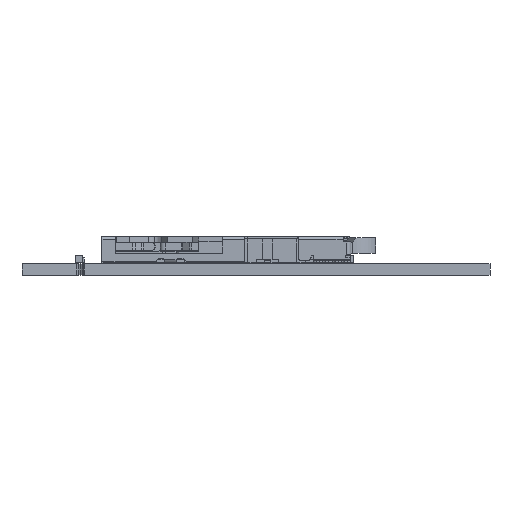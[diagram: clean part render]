
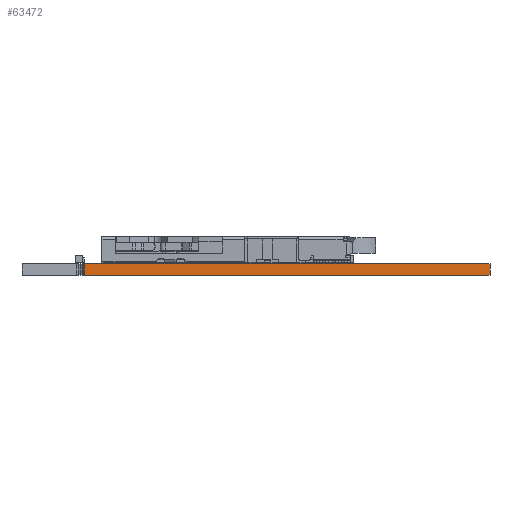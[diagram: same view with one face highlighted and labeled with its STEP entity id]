
A CAD part, front view. The second image highlights one B-rep face of the part: STEP entity #63472.
In plain terms, the highlighted planar face has unit normal (0, -1, 0).
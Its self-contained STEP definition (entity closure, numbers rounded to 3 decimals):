
#63472 = ADVANCED_FACE('',(#63473),#63487,.T.);
#63473 = FACE_BOUND('',#63474,.T.);
#63474 = EDGE_LOOP('',(#63475,#63510,#63538,#63566));
#63475 = ORIENTED_EDGE('',*,*,#63476,.T.);
#63476 = EDGE_CURVE('',#63477,#63479,#63481,.T.);
#63477 = VERTEX_POINT('',#63478);
#63478 = CARTESIAN_POINT('',(30.,-1.075,0.));
#63479 = VERTEX_POINT('',#63480);
#63480 = CARTESIAN_POINT('',(30.,-1.075,0.76));
#63481 = SURFACE_CURVE('',#63482,(#63486,#63498),.PCURVE_S1.);
#63482 = LINE('',#63483,#63484);
#63483 = CARTESIAN_POINT('',(30.,-1.075,0.));
#63484 = VECTOR('',#63485,1.);
#63485 = DIRECTION('',(0.,0.,1.));
#63486 = PCURVE('',#63487,#63492);
#63487 = PLANE('',#63488);
#63488 = AXIS2_PLACEMENT_3D('',#63489,#63490,#63491);
#63489 = CARTESIAN_POINT('',(30.,-1.075,0.));
#63490 = DIRECTION('',(0.,-1.,0.));
#63491 = DIRECTION('',(-1.,0.,0.));
#63492 = DEFINITIONAL_REPRESENTATION('',(#63493),#63497);
#63493 = LINE('',#63494,#63495);
#63494 = CARTESIAN_POINT('',(0.,-0.));
#63495 = VECTOR('',#63496,1.);
#63496 = DIRECTION('',(0.,-1.));
#63497 = ( GEOMETRIC_REPRESENTATION_CONTEXT(2) 
PARAMETRIC_REPRESENTATION_CONTEXT() REPRESENTATION_CONTEXT('2D SPACE',''
  ) );
#63498 = PCURVE('',#63499,#63504);
#63499 = PLANE('',#63500);
#63500 = AXIS2_PLACEMENT_3D('',#63501,#63502,#63503);
#63501 = CARTESIAN_POINT('',(30.,20.925,0.));
#63502 = DIRECTION('',(1.,0.,-0.));
#63503 = DIRECTION('',(0.,-1.,0.));
#63504 = DEFINITIONAL_REPRESENTATION('',(#63505),#63509);
#63505 = LINE('',#63506,#63507);
#63506 = CARTESIAN_POINT('',(22.,0.));
#63507 = VECTOR('',#63508,1.);
#63508 = DIRECTION('',(0.,-1.));
#63509 = ( GEOMETRIC_REPRESENTATION_CONTEXT(2) 
PARAMETRIC_REPRESENTATION_CONTEXT() REPRESENTATION_CONTEXT('2D SPACE',''
  ) );
#63510 = ORIENTED_EDGE('',*,*,#63511,.T.);
#63511 = EDGE_CURVE('',#63479,#63512,#63514,.T.);
#63512 = VERTEX_POINT('',#63513);
#63513 = CARTESIAN_POINT('',(4.,-1.075,0.76));
#63514 = SURFACE_CURVE('',#63515,(#63519,#63526),.PCURVE_S1.);
#63515 = LINE('',#63516,#63517);
#63516 = CARTESIAN_POINT('',(30.,-1.075,0.76));
#63517 = VECTOR('',#63518,1.);
#63518 = DIRECTION('',(-1.,0.,0.));
#63519 = PCURVE('',#63487,#63520);
#63520 = DEFINITIONAL_REPRESENTATION('',(#63521),#63525);
#63521 = LINE('',#63522,#63523);
#63522 = CARTESIAN_POINT('',(0.,-0.76));
#63523 = VECTOR('',#63524,1.);
#63524 = DIRECTION('',(1.,0.));
#63525 = ( GEOMETRIC_REPRESENTATION_CONTEXT(2) 
PARAMETRIC_REPRESENTATION_CONTEXT() REPRESENTATION_CONTEXT('2D SPACE',''
  ) );
#63526 = PCURVE('',#63527,#63532);
#63527 = PLANE('',#63528);
#63528 = AXIS2_PLACEMENT_3D('',#63529,#63530,#63531);
#63529 = CARTESIAN_POINT('',(14.37,9.77,0.76));
#63530 = DIRECTION('',(-0.,-0.,-1.));
#63531 = DIRECTION('',(-1.,0.,0.));
#63532 = DEFINITIONAL_REPRESENTATION('',(#63533),#63537);
#63533 = LINE('',#63534,#63535);
#63534 = CARTESIAN_POINT('',(-15.63,-10.845));
#63535 = VECTOR('',#63536,1.);
#63536 = DIRECTION('',(1.,0.));
#63537 = ( GEOMETRIC_REPRESENTATION_CONTEXT(2) 
PARAMETRIC_REPRESENTATION_CONTEXT() REPRESENTATION_CONTEXT('2D SPACE',''
  ) );
#63538 = ORIENTED_EDGE('',*,*,#63539,.F.);
#63539 = EDGE_CURVE('',#63540,#63512,#63542,.T.);
#63540 = VERTEX_POINT('',#63541);
#63541 = CARTESIAN_POINT('',(4.,-1.075,0.));
#63542 = SURFACE_CURVE('',#63543,(#63547,#63554),.PCURVE_S1.);
#63543 = LINE('',#63544,#63545);
#63544 = CARTESIAN_POINT('',(4.,-1.075,0.));
#63545 = VECTOR('',#63546,1.);
#63546 = DIRECTION('',(0.,0.,1.));
#63547 = PCURVE('',#63487,#63548);
#63548 = DEFINITIONAL_REPRESENTATION('',(#63549),#63553);
#63549 = LINE('',#63550,#63551);
#63550 = CARTESIAN_POINT('',(26.,0.));
#63551 = VECTOR('',#63552,1.);
#63552 = DIRECTION('',(0.,-1.));
#63553 = ( GEOMETRIC_REPRESENTATION_CONTEXT(2) 
PARAMETRIC_REPRESENTATION_CONTEXT() REPRESENTATION_CONTEXT('2D SPACE',''
  ) );
#63554 = PCURVE('',#63555,#63560);
#63555 = PLANE('',#63556);
#63556 = AXIS2_PLACEMENT_3D('',#63557,#63558,#63559);
#63557 = CARTESIAN_POINT('',(4.,-1.075,0.));
#63558 = DIRECTION('',(-1.,0.,0.));
#63559 = DIRECTION('',(0.,1.,0.));
#63560 = DEFINITIONAL_REPRESENTATION('',(#63561),#63565);
#63561 = LINE('',#63562,#63563);
#63562 = CARTESIAN_POINT('',(0.,0.));
#63563 = VECTOR('',#63564,1.);
#63564 = DIRECTION('',(0.,-1.));
#63565 = ( GEOMETRIC_REPRESENTATION_CONTEXT(2) 
PARAMETRIC_REPRESENTATION_CONTEXT() REPRESENTATION_CONTEXT('2D SPACE',''
  ) );
#63566 = ORIENTED_EDGE('',*,*,#63567,.F.);
#63567 = EDGE_CURVE('',#63477,#63540,#63568,.T.);
#63568 = SURFACE_CURVE('',#63569,(#63573,#63580),.PCURVE_S1.);
#63569 = LINE('',#63570,#63571);
#63570 = CARTESIAN_POINT('',(30.,-1.075,0.));
#63571 = VECTOR('',#63572,1.);
#63572 = DIRECTION('',(-1.,0.,0.));
#63573 = PCURVE('',#63487,#63574);
#63574 = DEFINITIONAL_REPRESENTATION('',(#63575),#63579);
#63575 = LINE('',#63576,#63577);
#63576 = CARTESIAN_POINT('',(0.,-0.));
#63577 = VECTOR('',#63578,1.);
#63578 = DIRECTION('',(1.,0.));
#63579 = ( GEOMETRIC_REPRESENTATION_CONTEXT(2) 
PARAMETRIC_REPRESENTATION_CONTEXT() REPRESENTATION_CONTEXT('2D SPACE',''
  ) );
#63580 = PCURVE('',#63581,#63586);
#63581 = PLANE('',#63582);
#63582 = AXIS2_PLACEMENT_3D('',#63583,#63584,#63585);
#63583 = CARTESIAN_POINT('',(14.37,9.77,0.));
#63584 = DIRECTION('',(-0.,-0.,-1.));
#63585 = DIRECTION('',(-1.,0.,0.));
#63586 = DEFINITIONAL_REPRESENTATION('',(#63587),#63591);
#63587 = LINE('',#63588,#63589);
#63588 = CARTESIAN_POINT('',(-15.63,-10.845));
#63589 = VECTOR('',#63590,1.);
#63590 = DIRECTION('',(1.,0.));
#63591 = ( GEOMETRIC_REPRESENTATION_CONTEXT(2) 
PARAMETRIC_REPRESENTATION_CONTEXT() REPRESENTATION_CONTEXT('2D SPACE',''
  ) );
